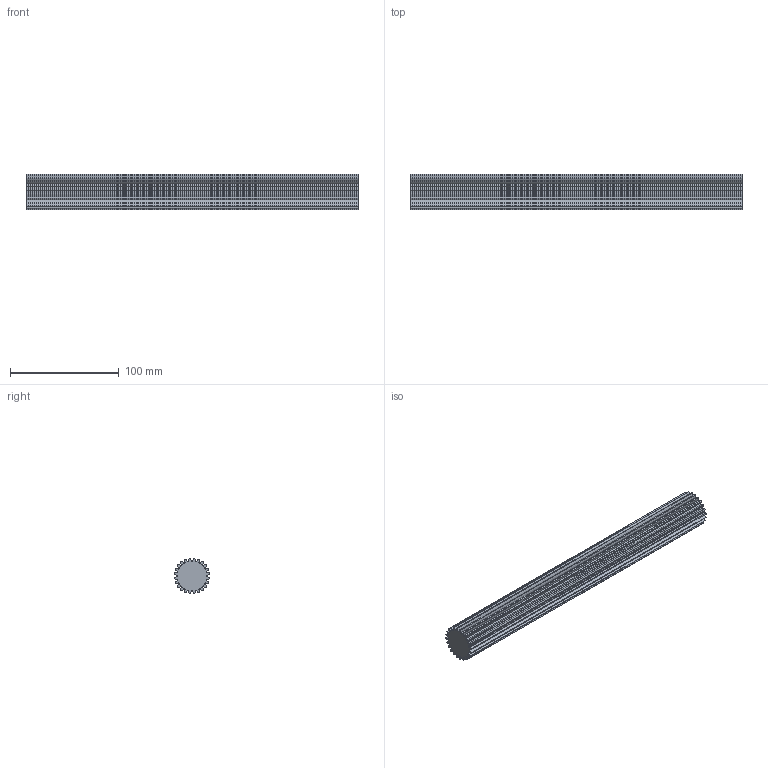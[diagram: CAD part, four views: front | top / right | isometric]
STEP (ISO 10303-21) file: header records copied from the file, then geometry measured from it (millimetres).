
FILE_DESCRIPTION (( 'STEP AP203' ), '1' );
FILE_NAME ('gs-14_5-20-24-4140.STEP', '2021-08-11T20:07:27', ( '' ), ( '' ), 'SwSTEP 2.0', 'SolidWorks 2021', '' );
FILE_SCHEMA (( 'CONFIG_CONTROL_DESIGN' ));
Length unit declared in the file: inch
Products named in the file (1): gs-14_5-20-24-4140
Bounding box: 304.8 x 32.84 x 32.84 mm (x, y, z)
Volume: 215441 mm3; surface area: 62311.4 mm2
Topology: 1 solids, 1 shells, 103 faces, 303 edges, 202 vertices
Faces by surface type: cylinder 101, plane 2
Entity records: 3638 total; most frequent: DIRECTION 713, CARTESIAN_POINT 609, ORIENTED_EDGE 606, AXIS2_PLACEMENT_3D 306, EDGE_CURVE 303, CIRCLE 202, VERTEX_POINT 202, FACE_OUTER_BOUND 103
